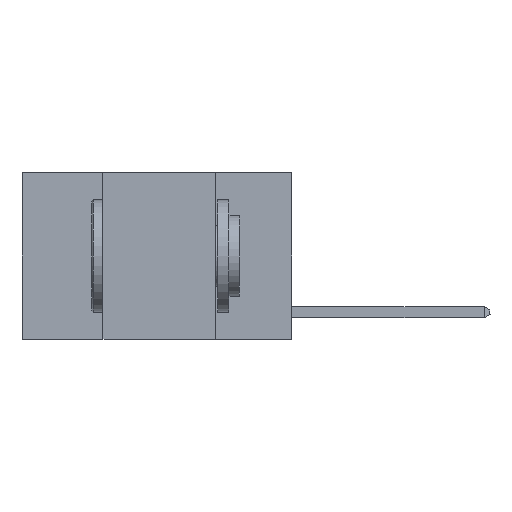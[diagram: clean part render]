
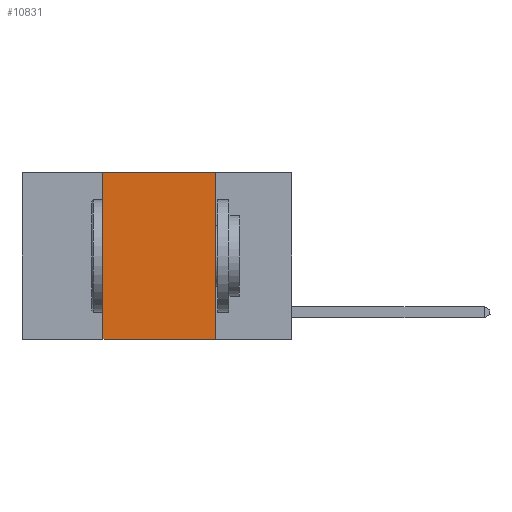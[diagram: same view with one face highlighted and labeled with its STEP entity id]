
A CAD part, left-side view. The second image highlights one B-rep face of the part: STEP entity #10831.
In plain terms, the highlighted planar face has unit normal (-1, 0, 0).
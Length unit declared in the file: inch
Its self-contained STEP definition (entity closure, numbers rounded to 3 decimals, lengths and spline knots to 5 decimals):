
#100 = ORIENTED_EDGE ( 'NONE', *, *, #6945, .F. ) ;
#349 = CARTESIAN_POINT ( 'NONE',  ( 0., 0.42, -0.37 ) ) ;
#764 = FACE_OUTER_BOUND ( 'NONE', #11591, .T. ) ;
#1246 = VERTEX_POINT ( 'NONE', #4920 ) ;
#1262 = CARTESIAN_POINT ( 'NONE',  ( 0., 0.17, -0.37 ) ) ;
#1589 = DIRECTION ( 'NONE',  ( 0., 0., -1. ) ) ;
#2293 = DIRECTION ( 'NONE',  ( 0., 0., -1. ) ) ;
#2619 = VERTEX_POINT ( 'NONE', #1262 ) ;
#4107 = CARTESIAN_POINT ( 'NONE',  ( 0., 0.6, 0. ) ) ;
#4494 = LINE ( 'NONE', #10976, #9669 ) ;
#4920 = CARTESIAN_POINT ( 'NONE',  ( 0., 0.42, 0. ) ) ;
#5186 = VECTOR ( 'NONE', #9435, 39.37008 ) ;
#5611 = CARTESIAN_POINT ( 'NONE',  ( 0., 0.17, 0. ) ) ;
#5626 = EDGE_CURVE ( 'NONE', #1246, #8736, #9490, .T. ) ;
#5931 = ORIENTED_EDGE ( 'NONE', *, *, #8075, .F. ) ;
#6200 = DIRECTION ( 'NONE',  ( 0., 0., 1. ) ) ;
#6726 = CARTESIAN_POINT ( 'NONE',  ( 0., 0.17, 0. ) ) ;
#6834 = DIRECTION ( 'NONE',  ( 1., 0., 0. ) ) ;
#6945 = EDGE_CURVE ( 'NONE', #8736, #2619, #11357, .T. ) ;
#7039 = EDGE_CURVE ( 'NONE', #11068, #2619, #8014, .T. ) ;
#8014 = LINE ( 'NONE', #8849, #8513 ) ;
#8075 = EDGE_CURVE ( 'NONE', #11068, #1246, #4494, .T. ) ;
#8513 = VECTOR ( 'NONE', #11582, 39.37008 ) ;
#8736 = VERTEX_POINT ( 'NONE', #5611 ) ;
#8849 = CARTESIAN_POINT ( 'NONE',  ( 0., 0.6, -0.37 ) ) ;
#8929 = AXIS2_PLACEMENT_3D ( 'NONE', #9780, #6834, #1589 ) ;
#9435 = DIRECTION ( 'NONE',  ( 0., -1., 0. ) ) ;
#9490 = LINE ( 'NONE', #4107, #5186 ) ;
#9669 = VECTOR ( 'NONE', #6200, 39.37008 ) ;
#9780 = CARTESIAN_POINT ( 'NONE',  ( 0., 0.6, 0. ) ) ;
#10587 = VECTOR ( 'NONE', #2293, 39.37008 ) ;
#10831 = ADVANCED_FACE ( 'NONE', ( #764 ), #11513, .F. ) ;
#10976 = CARTESIAN_POINT ( 'NONE',  ( 0., 0.42, 0. ) ) ;
#11068 = VERTEX_POINT ( 'NONE', #349 ) ;
#11287 = ORIENTED_EDGE ( 'NONE', *, *, #7039, .T. ) ;
#11357 = LINE ( 'NONE', #6726, #10587 ) ;
#11359 = ORIENTED_EDGE ( 'NONE', *, *, #5626, .F. ) ;
#11513 = PLANE ( 'NONE',  #8929 ) ;
#11582 = DIRECTION ( 'NONE',  ( 0., -1., 0. ) ) ;
#11591 = EDGE_LOOP ( 'NONE', ( #100, #11359, #5931, #11287 ) ) ;
